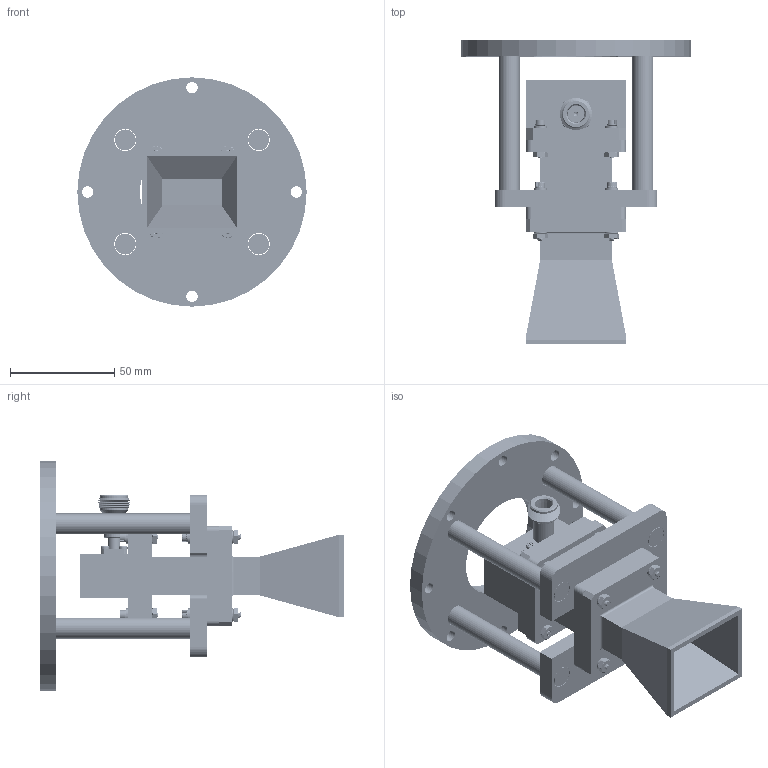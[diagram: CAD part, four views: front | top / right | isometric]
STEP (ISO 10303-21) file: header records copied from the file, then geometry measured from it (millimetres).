
FILE_DESCRIPTION (( 'STEP AP214' ), '1' );
FILE_NAME ('FM1WAN112-10NF_3D.step', '2024-05-06T19:12:09', ( '' ), ( '' ), 'SwSTEP 2.0', 'SolidWorks 2022', '' );
FILE_SCHEMA (( 'AUTOMOTIVE_DESIGN' ));
Length unit declared in the file: inch
Products named in the file (17): No.4 Flat Washer_1_91166A230; PE9820_NF-SCREW; FMW112S001-1.5; FM1WAN112-10NF_3D; FMWAN112-10; PE9820_NF-body; Screw 4-40SH x 9_16_2; Copy of PEFMWAN075-112-MNT_LWR PLT^FMWAN075-112-MNT; PE9820_NF; PE9820; PE9820_NF-mountplate; PE9820_Body; Screw 4-40SH x 9_16_1; FMWAN075-112-MNT; Copy of FMWAN075-112-MNT_STDF RND M4 FEM, 8OD X 64LG^FMWAN075-112-MNT; Copy of FMWAN075-112-MNT_UPR PLT^FMWAN075-112-MNT; 4-40 Nut_1_94150A335
Assembly tree (46 placements, depth 4):
  FM1WAN112-10NF_3D
    FMWAN075-112-MNT
      Copy of FMWAN075-112-MNT_UPR PLT^FMWAN075-112-MNT
      Copy of PEFMWAN075-112-MNT_LWR PLT^FMWAN075-112-MNT
      Copy of FMWAN075-112-MNT_STDF RND M4 FEM, 8OD X 64LG^FMWAN075-112-MNT  x4
    FMWAN112-10
    FMW112S001-1.5
    Screw 4-40SH x 9_16_1  x4
    No.4 Flat Washer_1_91166A230  x12
    4-40 Nut_1_94150A335  x8
    PE9820
      PE9820_NF
        PE9820_NF-SCREW  x4
        PE9820_NF-body
        PE9820_NF-mountplate
      PE9820_Body
    Screw 4-40SH x 9_16_2  x4
Bounding box: 110 x 146 x 110 mm (x, y, z)
Volume: 207792 mm3; surface area: 97804.6 mm2
Topology: 43 solids, 43 shells, 4634 faces, 13088 edges, 8553 vertices
Faces by surface type: plane 1526, cylinder 1440, cone 892, torus 728, bspline 48
Entity records: 60376 total; most frequent: CARTESIAN_POINT 28400, ORIENTED_EDGE 7260, DIRECTION 5653, EDGE_CURVE 3630, VERTEX_POINT 2381, AXIS2_PLACEMENT_3D 2210, EDGE_LOOP 1409, FACE_OUTER_BOUND 1291
